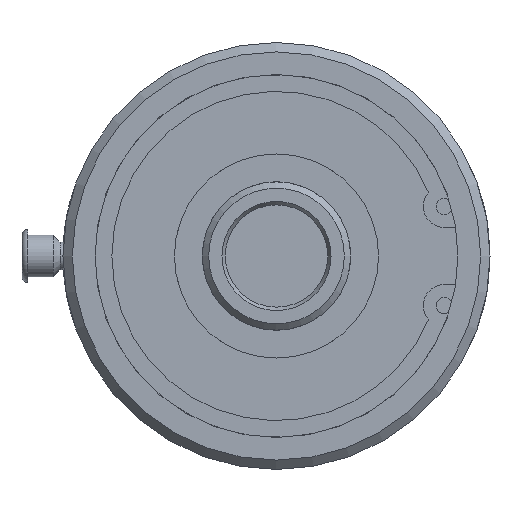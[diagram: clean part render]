
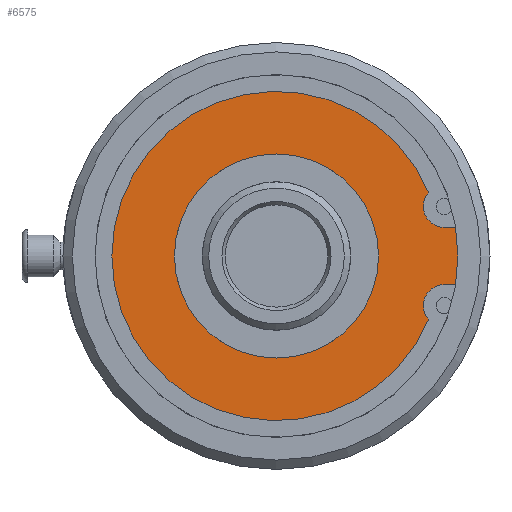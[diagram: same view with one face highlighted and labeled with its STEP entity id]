
A CAD part, left-side view. The second image highlights one B-rep face of the part: STEP entity #6575.
In plain terms, the highlighted planar face has unit normal (-1, 0, 0).
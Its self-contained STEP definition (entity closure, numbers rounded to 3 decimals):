
#117=FACE_BOUND('',#2227,.T.);
#604=LINE('',#55957,#947);
#609=LINE('',#55969,#952);
#947=VECTOR('',#8082,10.);
#952=VECTOR('',#8091,10.);
#1318=CIRCLE('',#6983,3.556);
#1320=CIRCLE('',#6986,28.142);
#1322=CIRCLE('',#6989,3.556);
#1329=CIRCLE('',#7001,33.45);
#1330=CIRCLE('',#7004,17.4);
#1331=CIRCLE('',#7005,17.4);
#1481=PLANE('',#7003);
#1814=FACE_OUTER_BOUND('',#2226,.T.);
#2226=EDGE_LOOP('',(#5881,#5882,#5883,#5884,#5885,#5886));
#2227=EDGE_LOOP('',(#5887,#5888));
#3161=VERTEX_POINT('',#55954);
#3162=VERTEX_POINT('',#55956);
#3166=VERTEX_POINT('',#55966);
#3167=VERTEX_POINT('',#55968);
#3168=VERTEX_POINT('',#55972);
#3170=VERTEX_POINT('',#55978);
#3173=VERTEX_POINT('',#56000);
#3174=VERTEX_POINT('',#56001);
#4078=EDGE_CURVE('',#3162,#3161,#604,.T.);
#4084=EDGE_CURVE('',#3167,#3166,#609,.T.);
#4086=EDGE_CURVE('',#3166,#3168,#1318,.T.);
#4089=EDGE_CURVE('',#3168,#3170,#1320,.T.);
#4092=EDGE_CURVE('',#3170,#3162,#1322,.T.);
#4099=EDGE_CURVE('',#3167,#3161,#1329,.T.);
#4100=EDGE_CURVE('',#3173,#3174,#1330,.T.);
#4101=EDGE_CURVE('',#3174,#3173,#1331,.T.);
#5881=ORIENTED_EDGE('',*,*,#4084,.T.);
#5882=ORIENTED_EDGE('',*,*,#4086,.T.);
#5883=ORIENTED_EDGE('',*,*,#4089,.T.);
#5884=ORIENTED_EDGE('',*,*,#4092,.T.);
#5885=ORIENTED_EDGE('',*,*,#4078,.T.);
#5886=ORIENTED_EDGE('',*,*,#4099,.F.);
#5887=ORIENTED_EDGE('',*,*,#4100,.T.);
#5888=ORIENTED_EDGE('',*,*,#4101,.T.);
#6575=ADVANCED_FACE('',(#1814,#117),#1481,.T.);
#6983=AXIS2_PLACEMENT_3D('',#55973,#8095,#8096);
#6986=AXIS2_PLACEMENT_3D('',#55979,#8102,#8103);
#6989=AXIS2_PLACEMENT_3D('',#55984,#8109,#8110);
#7001=AXIS2_PLACEMENT_3D('',#55997,#8133,#8134);
#7003=AXIS2_PLACEMENT_3D('',#55999,#8137,#8138);
#7004=AXIS2_PLACEMENT_3D('',#56002,#8139,#8140);
#7005=AXIS2_PLACEMENT_3D('',#56003,#8141,#8142);
#8082=DIRECTION('',(0.,-1.,0.));
#8091=DIRECTION('',(0.,1.,0.));
#8095=DIRECTION('center_axis',(1.,0.,0.));
#8096=DIRECTION('ref_axis',(0.,0.754,0.657));
#8102=DIRECTION('center_axis',(-1.,0.,0.));
#8103=DIRECTION('ref_axis',(0.,0.924,-0.384));
#8109=DIRECTION('center_axis',(1.,0.,0.));
#8110=DIRECTION('ref_axis',(0.,0.,1.));
#8133=DIRECTION('center_axis',(1.,0.,0.));
#8134=DIRECTION('ref_axis',(0.,1.,0.));
#8137=DIRECTION('center_axis',(-1.,0.,0.));
#8138=DIRECTION('ref_axis',(0.,0.,1.));
#8139=DIRECTION('center_axis',(1.,0.,0.));
#8140=DIRECTION('ref_axis',(0.,1.,0.));
#8141=DIRECTION('center_axis',(1.,0.,0.));
#8142=DIRECTION('ref_axis',(0.,1.,0.));
#55954=CARTESIAN_POINT('',(4.675,-33.089,-4.902));
#55956=CARTESIAN_POINT('',(4.675,-28.672,-4.902));
#55957=CARTESIAN_POINT('',(4.675,-4.451,-4.902));
#55966=CARTESIAN_POINT('',(4.675,-28.672,4.902));
#55968=CARTESIAN_POINT('',(4.675,-33.089,4.902));
#55969=CARTESIAN_POINT('',(4.675,-2.242,4.902));
#55972=CARTESIAN_POINT('',(4.675,-25.99,10.793));
#55973=CARTESIAN_POINT('Origin',(4.675,-28.672,8.458));
#55978=CARTESIAN_POINT('',(4.675,-25.99,-10.793));
#55979=CARTESIAN_POINT('Origin',(4.675,0.,0.));
#55984=CARTESIAN_POINT('Origin',(4.675,-28.672,-8.458));
#55997=CARTESIAN_POINT('Origin',(4.675,0.,0.));
#55999=CARTESIAN_POINT('Origin',(4.675,24.188,0.));
#56000=CARTESIAN_POINT('',(4.675,17.4,0.));
#56001=CARTESIAN_POINT('',(4.675,-17.4,0.));
#56002=CARTESIAN_POINT('Origin',(4.675,0.,0.));
#56003=CARTESIAN_POINT('Origin',(4.675,0.,0.));
